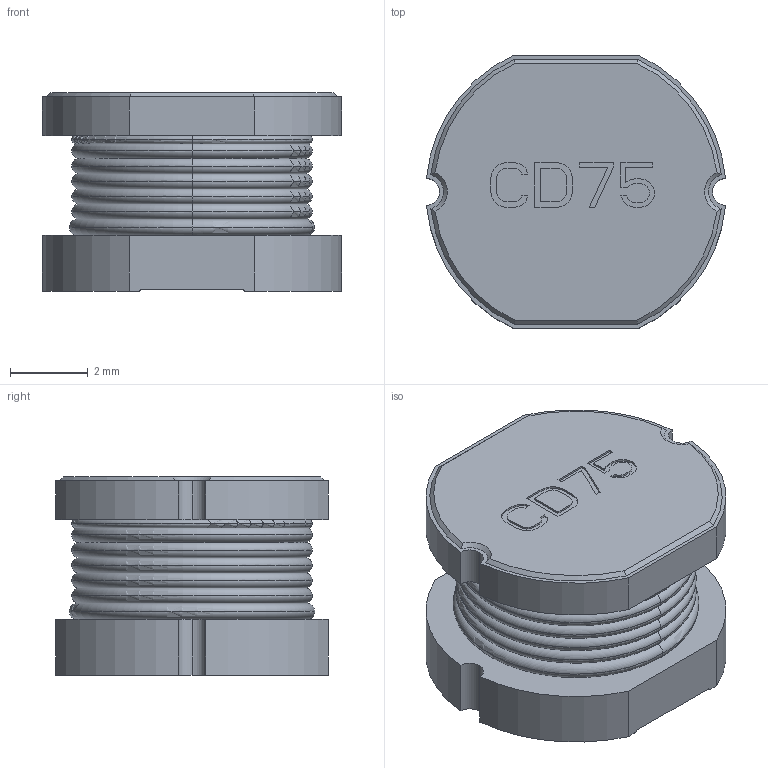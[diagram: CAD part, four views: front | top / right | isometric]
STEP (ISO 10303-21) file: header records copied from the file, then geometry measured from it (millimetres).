
FILE_DESCRIPTION (( 'STEP AP214' ), '1' );
FILE_NAME ('6DBED2E9-FA21-4C79-8D30-C47EBA7267F1.STEP', '2024-09-30T03:34:03', ( '' ), ( '' ), 'SwSTEP 2.0', 'SolidWorks 2022', '' );
FILE_SCHEMA (( 'AUTOMOTIVE_DESIGN' ));
Length unit declared in the file: millimetre
Products named in the file (1): 6DBED2E9-FA21-4C79-8D30-C47EBA7267F1
Bounding box: 7.67 x 7 x 5.09 mm (x, y, z)
Surface area: 521.2 mm2 (no closed solid volume)
Topology: 0 solids, 19 shells, 225 faces, 595 edges, 380 vertices
Faces by surface type: plane 131, torus 70, cylinder 18, cone 6
Entity records: 8827 total; most frequent: CARTESIAN_POINT 3051, ORIENTED_EDGE 1150, DIRECTION 955, EDGE_CURVE 595, VERTEX_POINT 380, LINE 379, VECTOR 379, AXIS2_PLACEMENT_3D 288
